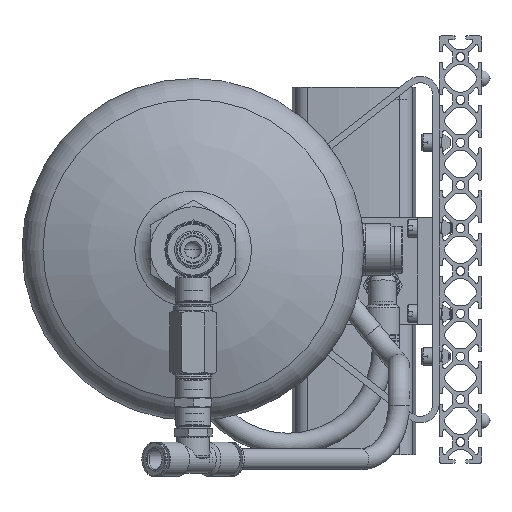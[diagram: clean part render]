
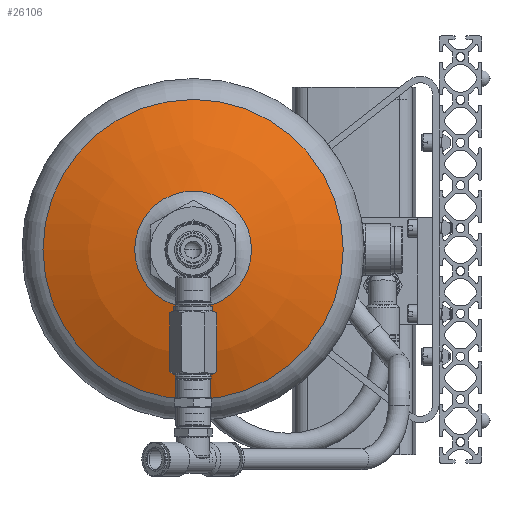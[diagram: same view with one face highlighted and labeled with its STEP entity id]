
A CAD part, left-side view. The second image highlights one B-rep face of the part: STEP entity #26106.
In plain terms, the highlighted spherical face has radius 166 mm.
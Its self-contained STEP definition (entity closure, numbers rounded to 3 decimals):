
#978=SPHERICAL_SURFACE('',#32650,166.);
#8559=ORIENTED_EDGE('',*,*,#14398,.T.);
#8560=ORIENTED_EDGE('',*,*,#14399,.F.);
#14398=EDGE_CURVE('',#17580,#17580,#19663,.T.);
#14399=EDGE_CURVE('',#17581,#17581,#19664,.T.);
#17580=VERTEX_POINT('',#46057);
#17581=VERTEX_POINT('',#46060);
#19663=CIRCLE('',#32649,70.188);
#19664=CIRCLE('',#32651,27.308);
#21141=EDGE_LOOP('',(#8559));
#21142=EDGE_LOOP('',(#8560));
#23383=FACE_BOUND('',#21141,.T.);
#23384=FACE_BOUND('',#21142,.T.);
#26106=ADVANCED_FACE('',(#23383,#23384),#978,.T.);
#32649=AXIS2_PLACEMENT_3D('',#46056,#37831,#37832);
#32650=AXIS2_PLACEMENT_3D('',#46058,#37833,#37834);
#32651=AXIS2_PLACEMENT_3D('',#46059,#37835,#37836);
#37831=DIRECTION('',(0.,0.,-1.));
#37832=DIRECTION('',(-1.,0.,0.));
#37833=DIRECTION('',(0.,0.,-1.));
#37834=DIRECTION('',(0.,1.,0.));
#37835=DIRECTION('',(0.,0.,-1.));
#37836=DIRECTION('',(-1.,0.,0.));
#46056=CARTESIAN_POINT('',(0.,0.,-129.432));
#46057=CARTESIAN_POINT('',(-70.188,0.,-129.432));
#46058=CARTESIAN_POINT('',(0.,0.,21.));
#46059=CARTESIAN_POINT('',(0.,0.,-142.738));
#46060=CARTESIAN_POINT('',(-27.308,0.,-142.738));
